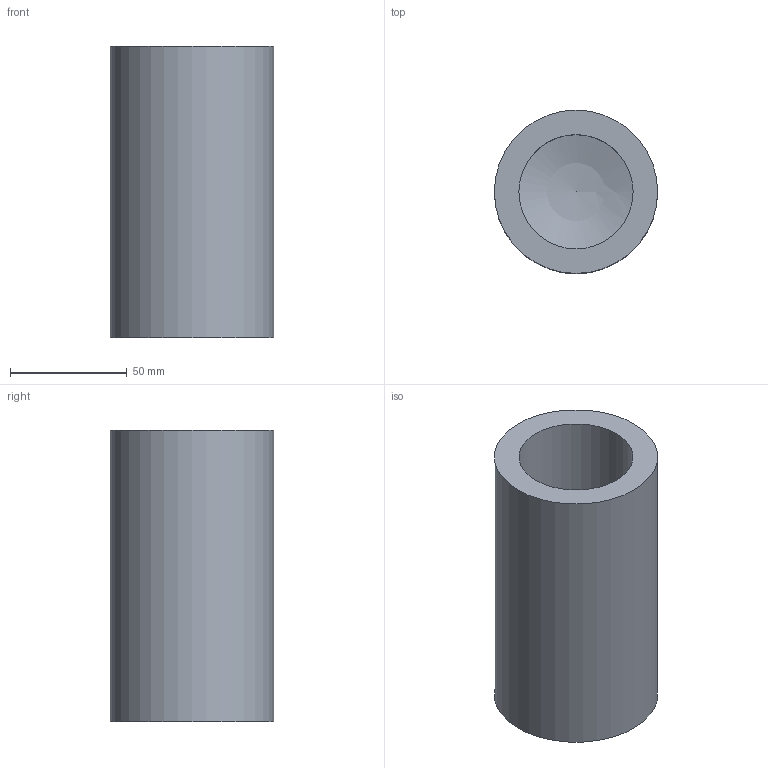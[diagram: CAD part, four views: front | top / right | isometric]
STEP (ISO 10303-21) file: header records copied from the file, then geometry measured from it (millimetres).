
FILE_DESCRIPTION(('FreeCAD Model'),'2;1');
FILE_NAME('Open CASCADE Shape Model','2025-07-31T13:08:51',(''),(''), 'Open CASCADE STEP processor 7.8','FreeCAD','Unknown');
FILE_SCHEMA(('AUTOMOTIVE_DESIGN { 1 0 10303 214 1 1 1 1 }'));
Length unit declared in the file: millimetre
Products named in the file (1): boot
Bounding box: 70 x 70 x 125 mm (x, y, z)
Volume: 401235.1 mm3; surface area: 41430.7 mm2
Topology: 1 solids, 1 shells, 6 faces, 10 edges, 6 vertices
Faces by surface type: cylinder 3, plane 2, sphere 1
Full cylindrical faces by diameter (mm): 49 x2, 70 x1
Entity records: 280 total; most frequent: DIRECTION 47, CARTESIAN_POINT 40, ORIENTED_EDGE 18, LINE 18, VECTOR 18, PCURVE 18, DEFINITIONAL_REPRESENTATION 18, AXIS2_PLACEMENT_3D 13
